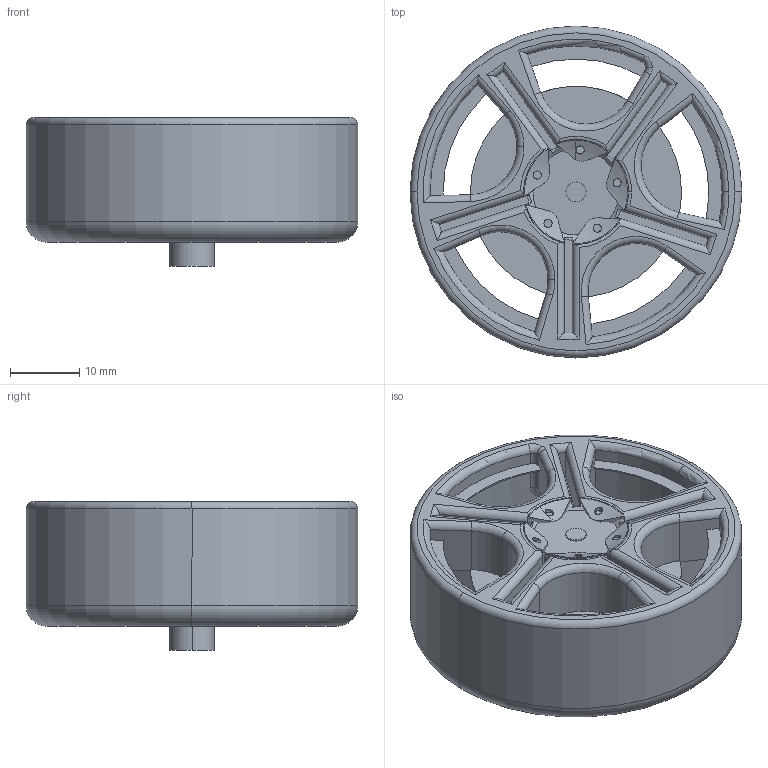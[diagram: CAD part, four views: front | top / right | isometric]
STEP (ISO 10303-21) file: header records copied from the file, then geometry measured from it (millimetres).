
FILE_DESCRIPTION (( 'STEP AP203' ), '1' );
FILE_NAME ('陬謫48x3x18.STEP', '2023-02-09T07:10:22', ( '' ), ( '' ), 'SwSTEP 2.0', 'SolidWorks 2021', '' );
FILE_SCHEMA (( 'CONFIG_CONTROL_DESIGN' ));
Length unit declared in the file: millimetre
Products named in the file (1): 陬謫48x3x18
Bounding box: 48 x 48 x 21.5 mm (x, y, z)
Volume: 14102 mm3; surface area: 11567.2 mm2
Topology: 5 solids, 5 shells, 253 faces, 641 edges, 410 vertices
Faces by surface type: plane 114, cylinder 100, torus 32, bspline 7
Entity records: 8089 total; most frequent: CARTESIAN_POINT 1941, ORIENTED_EDGE 1282, DIRECTION 1256, EDGE_CURVE 641, AXIS2_PLACEMENT_3D 464, VERTEX_POINT 410, LINE 328, VECTOR 328
